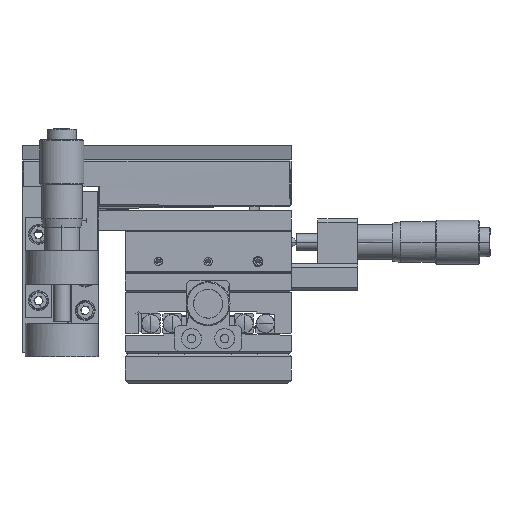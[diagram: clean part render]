
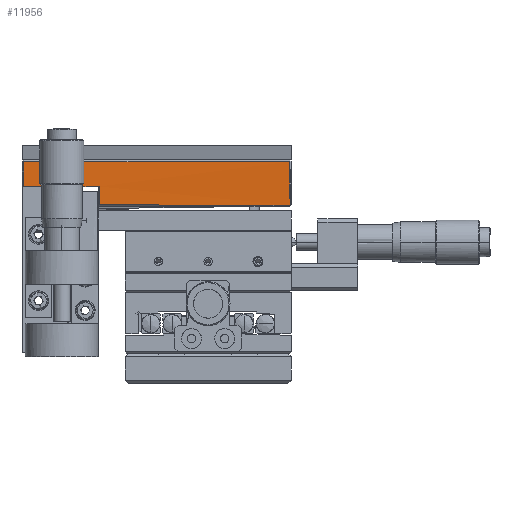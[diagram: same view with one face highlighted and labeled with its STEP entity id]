
A CAD part, front view. The second image highlights one B-rep face of the part: STEP entity #11956.
In plain terms, the highlighted free-form (B-spline) face has degree [1, 1] with [2, 2] control points.
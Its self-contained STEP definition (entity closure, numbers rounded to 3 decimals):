
#327 = CARTESIAN_POINT ( 'NONE',  ( -22.381, -27.499, 31.323 ) ) ;
#1506 = ORIENTED_EDGE ( 'NONE', *, *, #43814, .T. ) ;
#1991 = CARTESIAN_POINT ( 'NONE',  ( -45.081, -27.499, 36.823 ) ) ;
#2972 = ORIENTED_EDGE ( 'NONE', *, *, #18038, .T. ) ;
#3357 = CARTESIAN_POINT ( 'NONE',  ( 34.919, -27.499, 44.323 ) ) ;
#3413 = CARTESIAN_POINT ( 'NONE',  ( -22.381, -27.499, 36.823 ) ) ;
#3428 = EDGE_CURVE ( 'NONE', #7927, #12946, #6270, .T. ) ;
#3672 = B_SPLINE_SURFACE_WITH_KNOTS ( 'NONE', 1, 1, ( 
 ( #34401, #28519 ),
 ( #3357, #42319 ) ),
 .UNSPECIFIED., .F., .F., .F.,
 ( 2, 2 ),
 ( 2, 2 ),
 ( 0., 1. ),
 ( 0., 1. ),
 .UNSPECIFIED. ) ;
#4028 = CARTESIAN_POINT ( 'NONE',  ( -22.381, -27.499, 36.823 ) ) ;
#6270 = B_SPLINE_CURVE_WITH_KNOTS ( 'NONE', 1,
 ( #327, #20953 ),
 .UNSPECIFIED., .F., .F.,
 ( 2, 2 ),
 ( 0., 1. ),
 .UNSPECIFIED. ) ;
#7428 = B_SPLINE_CURVE_WITH_KNOTS ( 'NONE', 1,
 ( #16861, #26643 ),
 .UNSPECIFIED., .F., .F.,
 ( 2, 2 ),
 ( 0., 1. ),
 .UNSPECIFIED. ) ;
#7927 = VERTEX_POINT ( 'NONE', #24372 ) ;
#9599 = VERTEX_POINT ( 'NONE', #41255 ) ;
#10918 = CARTESIAN_POINT ( 'NONE',  ( -45.081, -27.499, 44.323 ) ) ;
#11626 = B_SPLINE_CURVE_WITH_KNOTS ( 'NONE', 1,
 ( #19149, #15492 ),
 .UNSPECIFIED., .F., .F.,
 ( 2, 2 ),
 ( 0., 1. ),
 .UNSPECIFIED. ) ;
#11956 = ADVANCED_FACE ( 'NONE', ( #27626 ), #3672, .T. ) ;
#12946 = VERTEX_POINT ( 'NONE', #3413 ) ;
#14425 = CARTESIAN_POINT ( 'NONE',  ( -31.781, -27.499, 36.823 ) ) ;
#14532 = ORIENTED_EDGE ( 'NONE', *, *, #41991, .T. ) ;
#15492 = CARTESIAN_POINT ( 'NONE',  ( 34.919, -27.499, 44.323 ) ) ;
#16674 = EDGE_LOOP ( 'NONE', ( #30270, #29125, #27505, #1506, #2972, #36698, #14532 ) ) ;
#16861 = CARTESIAN_POINT ( 'NONE',  ( -45.081, -27.499, 36.823 ) ) ;
#17526 = VERTEX_POINT ( 'NONE', #44610 ) ;
#17559 = CARTESIAN_POINT ( 'NONE',  ( -31.781, -27.499, 36.823 ) ) ;
#18038 = EDGE_CURVE ( 'NONE', #44063, #9599, #11626, .T. ) ;
#19149 = CARTESIAN_POINT ( 'NONE',  ( -45.081, -27.499, 44.323 ) ) ;
#19184 = CARTESIAN_POINT ( 'NONE',  ( 34.919, -27.499, 31.323 ) ) ;
#19461 = B_SPLINE_CURVE_WITH_KNOTS ( 'NONE', 1,
 ( #4028, #14425 ),
 .UNSPECIFIED., .F., .F.,
 ( 2, 2 ),
 ( 0., 0.414 ),
 .UNSPECIFIED. ) ;
#20953 = CARTESIAN_POINT ( 'NONE',  ( -22.381, -27.499, 36.823 ) ) ;
#21513 = EDGE_CURVE ( 'NONE', #12946, #32149, #19461, .T. ) ;
#21611 = EDGE_CURVE ( 'NONE', #9599, #17526, #32942, .T. ) ;
#24280 = B_SPLINE_CURVE_WITH_KNOTS ( 'NONE', 1,
 ( #38334, #34961 ),
 .UNSPECIFIED., .F., .F.,
 ( 2, 2 ),
 ( 0.414, 1. ),
 .UNSPECIFIED. ) ;
#24372 = CARTESIAN_POINT ( 'NONE',  ( -22.381, -27.499, 31.323 ) ) ;
#26581 = VERTEX_POINT ( 'NONE', #1991 ) ;
#26643 = CARTESIAN_POINT ( 'NONE',  ( -45.081, -27.499, 44.323 ) ) ;
#27505 = ORIENTED_EDGE ( 'NONE', *, *, #29230, .T. ) ;
#27595 = B_SPLINE_CURVE_WITH_KNOTS ( 'NONE', 1,
 ( #34329, #39658 ),
 .UNSPECIFIED., .F., .F.,
 ( 2, 2 ),
 ( 0., 1. ),
 .UNSPECIFIED. ) ;
#27626 = FACE_OUTER_BOUND ( 'NONE', #16674, .T. ) ;
#28519 = CARTESIAN_POINT ( 'NONE',  ( -45.081, -27.499, 31.323 ) ) ;
#29125 = ORIENTED_EDGE ( 'NONE', *, *, #21513, .T. ) ;
#29230 = EDGE_CURVE ( 'NONE', #32149, #26581, #24280, .T. ) ;
#30270 = ORIENTED_EDGE ( 'NONE', *, *, #3428, .T. ) ;
#32149 = VERTEX_POINT ( 'NONE', #17559 ) ;
#32942 = B_SPLINE_CURVE_WITH_KNOTS ( 'NONE', 1,
 ( #40016, #19184 ),
 .UNSPECIFIED., .F., .F.,
 ( 2, 2 ),
 ( 0., 1. ),
 .UNSPECIFIED. ) ;
#34329 = CARTESIAN_POINT ( 'NONE',  ( 34.919, -27.499, 31.323 ) ) ;
#34401 = CARTESIAN_POINT ( 'NONE',  ( -45.081, -27.499, 44.323 ) ) ;
#34961 = CARTESIAN_POINT ( 'NONE',  ( -45.081, -27.499, 36.823 ) ) ;
#36698 = ORIENTED_EDGE ( 'NONE', *, *, #21611, .T. ) ;
#38334 = CARTESIAN_POINT ( 'NONE',  ( -31.781, -27.499, 36.823 ) ) ;
#39658 = CARTESIAN_POINT ( 'NONE',  ( -22.381, -27.499, 31.323 ) ) ;
#40016 = CARTESIAN_POINT ( 'NONE',  ( 34.919, -27.499, 44.323 ) ) ;
#41255 = CARTESIAN_POINT ( 'NONE',  ( 34.919, -27.499, 44.323 ) ) ;
#41991 = EDGE_CURVE ( 'NONE', #17526, #7927, #27595, .T. ) ;
#42319 = CARTESIAN_POINT ( 'NONE',  ( 34.919, -27.499, 31.323 ) ) ;
#43814 = EDGE_CURVE ( 'NONE', #26581, #44063, #7428, .T. ) ;
#44063 = VERTEX_POINT ( 'NONE', #10918 ) ;
#44610 = CARTESIAN_POINT ( 'NONE',  ( 35.086, -27.166, 31.156 ) ) ;
